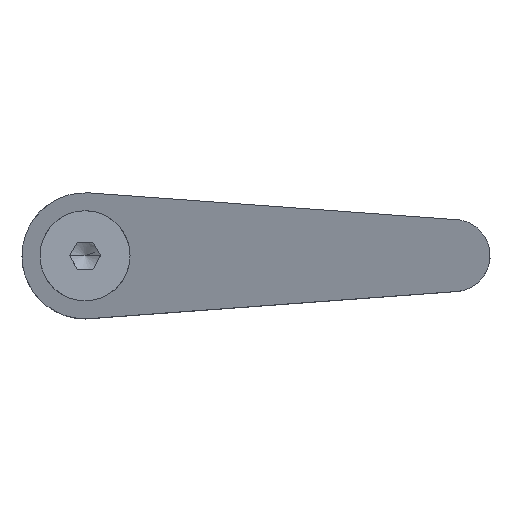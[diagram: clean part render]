
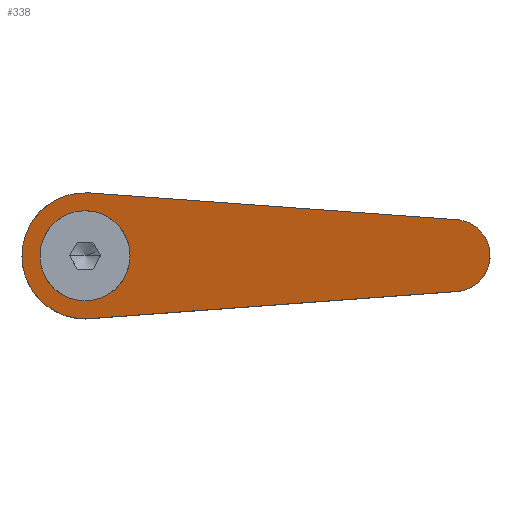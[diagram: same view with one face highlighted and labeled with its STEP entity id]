
A CAD part, top view. The second image highlights one B-rep face of the part: STEP entity #338.
In plain terms, the highlighted planar face has unit normal (-0.28, 0, 0.96).
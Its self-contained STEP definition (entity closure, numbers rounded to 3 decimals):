
#214=EDGE_CURVE('',#340,#246,#564,.T.);
#228=EDGE_CURVE('',#456,#340,#581,.T.);
#246=VERTEX_POINT('',#601);
#252=VERTEX_POINT('',#608);
#298=EDGE_CURVE('',#356,#310,#656,.T.);
#310=VERTEX_POINT('',#668);
#338=ADVANCED_FACE('',(#699,#700),#701,.F.);
#340=VERTEX_POINT('',#703);
#356=VERTEX_POINT('',#719);
#394=EDGE_CURVE('',#246,#456,#765,.T.);
#410=EDGE_CURVE('',#310,#252,#782,.T.);
#440=EDGE_CURVE('',#252,#494,#819,.T.);
#456=VERTEX_POINT('',#836);
#466=EDGE_CURVE('',#494,#502,#848,.T.);
#494=VERTEX_POINT('',#879);
#496=EDGE_CURVE('',#502,#356,#881,.T.);
#502=VERTEX_POINT('',#887);
#564=ELLIPSE('',#958,5.209,5.0);
#581=ELLIPSE('',#989,5.209,5.0);
#601=CARTESIAN_POINT('',(0.,5.0,47.545));
#608=CARTESIAN_POINT('',(0.512,-6.981,47.694));
#656=ELLIPSE('',#1122,7.293,7.0);
#668=CARTESIAN_POINT('',(-7.,0.,45.5));
#699=FACE_OUTER_BOUND('',#1198,.T.);
#700=FACE_BOUND('',#1199,.T.);
#701=PLANE('',#1200);
#703=CARTESIAN_POINT('',(0.,-5.0,47.545));
#719=CARTESIAN_POINT('',(0.512,6.981,47.694));
#765=ELLIPSE('',#1280,5.209,5.0);
#782=ELLIPSE('',#1302,7.293,7.0);
#819=LINE('',#1348,#1349);
#836=CARTESIAN_POINT('',(-1.548,-4.754,47.092));
#848=ELLIPSE('',#1388,4.167,4.);
#879=CARTESIAN_POINT('',(41.293,-3.989,59.606));
#881=LINE('',#1432,#1433);
#887=CARTESIAN_POINT('',(41.293,3.989,59.606));
#958=AXIS2_PLACEMENT_3D('',#1508,#1509,#1510);
#989=AXIS2_PLACEMENT_3D('',#1536,#1537,#1538);
#1122=AXIS2_PLACEMENT_3D('',#1598,#1599,#1600);
#1198=EDGE_LOOP('',(#1644,#1645,#1646,#1647,#1648));
#1199=EDGE_LOOP('',(#1649,#1650,#1651));
#1200=AXIS2_PLACEMENT_3D('',#1652,#1653,#1654);
#1280=AXIS2_PLACEMENT_3D('',#1718,#1719,#1720);
#1302=AXIS2_PLACEMENT_3D('',#1736,#1737,#1738);
#1348=CARTESIAN_POINT('',(44.068,-3.786,60.417));
#1349=VECTOR('',#1800,1.0);
#1388=AXIS2_PLACEMENT_3D('',#1842,#1843,#1844);
#1432=CARTESIAN_POINT('',(25.273,5.165,54.927));
#1433=VECTOR('',#1880,1.0);
#1508=CARTESIAN_POINT('',(0.0,0.0,47.545));
#1509=DIRECTION('',(-0.28,0.,0.96));
#1510=DIRECTION('',(-0.96,0.0,-0.28));
#1536=CARTESIAN_POINT('',(0.0,0.0,47.545));
#1537=DIRECTION('',(-0.28,0.,0.96));
#1538=DIRECTION('',(-0.96,0.0,-0.28));
#1598=CARTESIAN_POINT('',(0.,0.,47.545));
#1599=DIRECTION('',(-0.28,0.,0.96));
#1600=DIRECTION('',(-0.96,0.,-0.28));
#1644=ORIENTED_EDGE('',*,*,#298,.T.);
#1645=ORIENTED_EDGE('',*,*,#410,.T.);
#1646=ORIENTED_EDGE('',*,*,#440,.T.);
#1647=ORIENTED_EDGE('',*,*,#466,.T.);
#1648=ORIENTED_EDGE('',*,*,#496,.T.);
#1649=ORIENTED_EDGE('',*,*,#228,.F.);
#1650=ORIENTED_EDGE('',*,*,#394,.F.);
#1651=ORIENTED_EDGE('',*,*,#214,.F.);
#1652=CARTESIAN_POINT('',(19.395,0.,53.21));
#1653=DIRECTION('',(0.28,0.,-0.96));
#1654=DIRECTION('',(0.269,0.96,0.079));
#1718=CARTESIAN_POINT('',(0.0,0.0,47.545));
#1719=DIRECTION('',(-0.28,0.,0.96));
#1720=DIRECTION('',(-0.96,0.0,-0.28));
#1736=CARTESIAN_POINT('',(0.,0.,47.545));
#1737=DIRECTION('',(-0.28,0.,0.96));
#1738=DIRECTION('',(-0.96,0.,-0.28));
#1800=DIRECTION('',(0.958,0.07,0.28));
#1842=CARTESIAN_POINT('',(41.0,0.0,59.521));
#1843=DIRECTION('',(-0.28,0.,0.96));
#1844=DIRECTION('',(0.96,0.,0.28));
#1880=DIRECTION('',(-0.958,0.07,-0.28));
